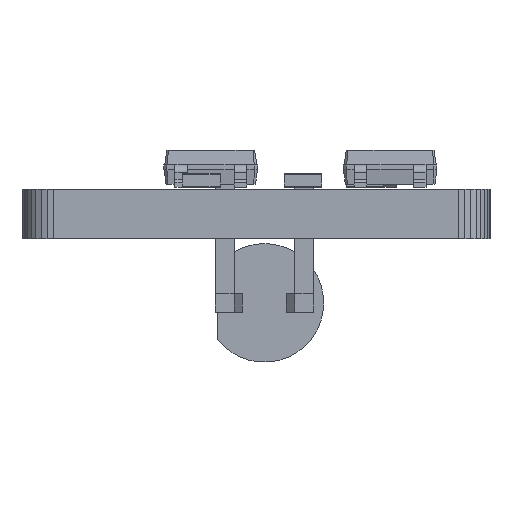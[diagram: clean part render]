
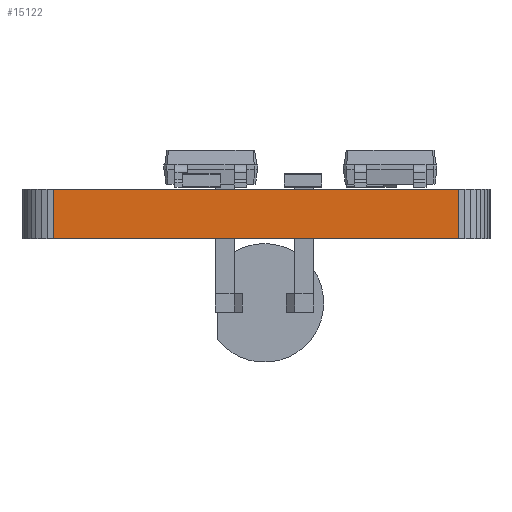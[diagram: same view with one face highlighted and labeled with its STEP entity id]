
A CAD part, front view. The second image highlights one B-rep face of the part: STEP entity #15122.
In plain terms, the highlighted planar face has unit normal (0, -1, 0).
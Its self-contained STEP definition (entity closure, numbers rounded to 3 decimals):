
#9139 = PLANE('',#9140);
#9140 = AXIS2_PLACEMENT_3D('',#9141,#9142,#9143);
#9141 = CARTESIAN_POINT('',(0.,0.,1.6)
  );
#9142 = DIRECTION('',(-0.,-0.,-1.));
#9143 = DIRECTION('',(-1.,0.,0.));
#9193 = PLANE('',#9194);
#9194 = AXIS2_PLACEMENT_3D('',#9195,#9196,#9197);
#9195 = CARTESIAN_POINT('',(0.,0.,0.));
#9196 = DIRECTION('',(-0.,-0.,-1.));
#9197 = DIRECTION('',(-1.,0.,0.));
#10198 = VERTEX_POINT('',#10199);
#10199 = CARTESIAN_POINT('',(6.5,-20.,0.));
#10213 = PLANE('',#10214);
#10214 = AXIS2_PLACEMENT_3D('',#10215,#10216,#10217);
#10215 = CARTESIAN_POINT('',(6.695,-19.981,0.));
#10216 = DIRECTION('',(0.098,-0.995,0.));
#10217 = DIRECTION('',(-0.995,-0.098,0.));
#10225 = EDGE_CURVE('',#10198,#10226,#10228,.T.);
#10226 = VERTEX_POINT('',#10227);
#10227 = CARTESIAN_POINT('',(-6.5,-20.,0.));
#10228 = SURFACE_CURVE('',#10229,(#10233,#10240),.PCURVE_S1.);
#10229 = LINE('',#10230,#10231);
#10230 = CARTESIAN_POINT('',(6.5,-20.,0.));
#10231 = VECTOR('',#10232,1.);
#10232 = DIRECTION('',(-1.,0.,0.));
#10233 = PCURVE('',#9193,#10234);
#10234 = DEFINITIONAL_REPRESENTATION('',(#10235),#10239);
#10235 = LINE('',#10236,#10237);
#10236 = CARTESIAN_POINT('',(-6.5,-20.));
#10237 = VECTOR('',#10238,1.);
#10238 = DIRECTION('',(1.,0.));
#10239 = ( GEOMETRIC_REPRESENTATION_CONTEXT(2) 
PARAMETRIC_REPRESENTATION_CONTEXT() REPRESENTATION_CONTEXT('2D SPACE',''
  ) );
#10240 = PCURVE('',#10241,#10246);
#10241 = PLANE('',#10242);
#10242 = AXIS2_PLACEMENT_3D('',#10243,#10244,#10245);
#10243 = CARTESIAN_POINT('',(6.5,-20.,0.));
#10244 = DIRECTION('',(0.,-1.,0.));
#10245 = DIRECTION('',(-1.,0.,0.));
#10246 = DEFINITIONAL_REPRESENTATION('',(#10247),#10251);
#10247 = LINE('',#10248,#10249);
#10248 = CARTESIAN_POINT('',(0.,-0.));
#10249 = VECTOR('',#10250,1.);
#10250 = DIRECTION('',(1.,0.));
#10251 = ( GEOMETRIC_REPRESENTATION_CONTEXT(2) 
PARAMETRIC_REPRESENTATION_CONTEXT() REPRESENTATION_CONTEXT('2D SPACE',''
  ) );
#10269 = PLANE('',#10270);
#10270 = AXIS2_PLACEMENT_3D('',#10271,#10272,#10273);
#10271 = CARTESIAN_POINT('',(-6.5,-20.,0.));
#10272 = DIRECTION('',(-0.098,-0.995,0.));
#10273 = DIRECTION('',(-0.995,0.098,0.));
#12273 = VERTEX_POINT('',#12274);
#12274 = CARTESIAN_POINT('',(6.5,-20.,1.6));
#12295 = EDGE_CURVE('',#12273,#12296,#12298,.T.);
#12296 = VERTEX_POINT('',#12297);
#12297 = CARTESIAN_POINT('',(-6.5,-20.,1.6));
#12298 = SURFACE_CURVE('',#12299,(#12303,#12310),.PCURVE_S1.);
#12299 = LINE('',#12300,#12301);
#12300 = CARTESIAN_POINT('',(6.5,-20.,1.6));
#12301 = VECTOR('',#12302,1.);
#12302 = DIRECTION('',(-1.,0.,0.));
#12303 = PCURVE('',#9139,#12304);
#12304 = DEFINITIONAL_REPRESENTATION('',(#12305),#12309);
#12305 = LINE('',#12306,#12307);
#12306 = CARTESIAN_POINT('',(-6.5,-20.));
#12307 = VECTOR('',#12308,1.);
#12308 = DIRECTION('',(1.,0.));
#12309 = ( GEOMETRIC_REPRESENTATION_CONTEXT(2) 
PARAMETRIC_REPRESENTATION_CONTEXT() REPRESENTATION_CONTEXT('2D SPACE',''
  ) );
#12310 = PCURVE('',#10241,#12311);
#12311 = DEFINITIONAL_REPRESENTATION('',(#12312),#12316);
#12312 = LINE('',#12313,#12314);
#12313 = CARTESIAN_POINT('',(0.,-1.6));
#12314 = VECTOR('',#12315,1.);
#12315 = DIRECTION('',(1.,0.));
#12316 = ( GEOMETRIC_REPRESENTATION_CONTEXT(2) 
PARAMETRIC_REPRESENTATION_CONTEXT() REPRESENTATION_CONTEXT('2D SPACE',''
  ) );
#15074 = EDGE_CURVE('',#10198,#12273,#15075,.T.);
#15075 = SURFACE_CURVE('',#15076,(#15080,#15087),.PCURVE_S1.);
#15076 = LINE('',#15077,#15078);
#15077 = CARTESIAN_POINT('',(6.5,-20.,0.));
#15078 = VECTOR('',#15079,1.);
#15079 = DIRECTION('',(0.,0.,1.));
#15080 = PCURVE('',#10213,#15081);
#15081 = DEFINITIONAL_REPRESENTATION('',(#15082),#15086);
#15082 = LINE('',#15083,#15084);
#15083 = CARTESIAN_POINT('',(0.196,0.));
#15084 = VECTOR('',#15085,1.);
#15085 = DIRECTION('',(0.,-1.));
#15086 = ( GEOMETRIC_REPRESENTATION_CONTEXT(2) 
PARAMETRIC_REPRESENTATION_CONTEXT() REPRESENTATION_CONTEXT('2D SPACE',''
  ) );
#15087 = PCURVE('',#10241,#15088);
#15088 = DEFINITIONAL_REPRESENTATION('',(#15089),#15093);
#15089 = LINE('',#15090,#15091);
#15090 = CARTESIAN_POINT('',(0.,-0.));
#15091 = VECTOR('',#15092,1.);
#15092 = DIRECTION('',(0.,-1.));
#15093 = ( GEOMETRIC_REPRESENTATION_CONTEXT(2) 
PARAMETRIC_REPRESENTATION_CONTEXT() REPRESENTATION_CONTEXT('2D SPACE',''
  ) );
#15122 = ADVANCED_FACE('',(#15123),#10241,.T.);
#15123 = FACE_BOUND('',#15124,.T.);
#15124 = EDGE_LOOP('',(#15125,#15126,#15127,#15148));
#15125 = ORIENTED_EDGE('',*,*,#15074,.T.);
#15126 = ORIENTED_EDGE('',*,*,#12295,.T.);
#15127 = ORIENTED_EDGE('',*,*,#15128,.F.);
#15128 = EDGE_CURVE('',#10226,#12296,#15129,.T.);
#15129 = SURFACE_CURVE('',#15130,(#15134,#15141),.PCURVE_S1.);
#15130 = LINE('',#15131,#15132);
#15131 = CARTESIAN_POINT('',(-6.5,-20.,0.));
#15132 = VECTOR('',#15133,1.);
#15133 = DIRECTION('',(0.,0.,1.));
#15134 = PCURVE('',#10241,#15135);
#15135 = DEFINITIONAL_REPRESENTATION('',(#15136),#15140);
#15136 = LINE('',#15137,#15138);
#15137 = CARTESIAN_POINT('',(13.,0.));
#15138 = VECTOR('',#15139,1.);
#15139 = DIRECTION('',(0.,-1.));
#15140 = ( GEOMETRIC_REPRESENTATION_CONTEXT(2) 
PARAMETRIC_REPRESENTATION_CONTEXT() REPRESENTATION_CONTEXT('2D SPACE',''
  ) );
#15141 = PCURVE('',#10269,#15142);
#15142 = DEFINITIONAL_REPRESENTATION('',(#15143),#15147);
#15143 = LINE('',#15144,#15145);
#15144 = CARTESIAN_POINT('',(0.,0.));
#15145 = VECTOR('',#15146,1.);
#15146 = DIRECTION('',(0.,-1.));
#15147 = ( GEOMETRIC_REPRESENTATION_CONTEXT(2) 
PARAMETRIC_REPRESENTATION_CONTEXT() REPRESENTATION_CONTEXT('2D SPACE',''
  ) );
#15148 = ORIENTED_EDGE('',*,*,#10225,.F.);
